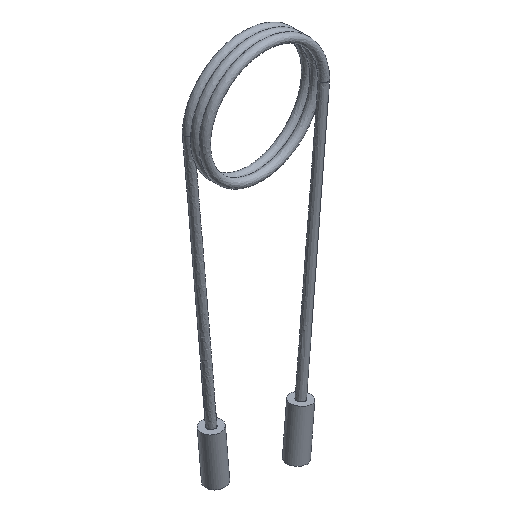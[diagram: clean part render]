
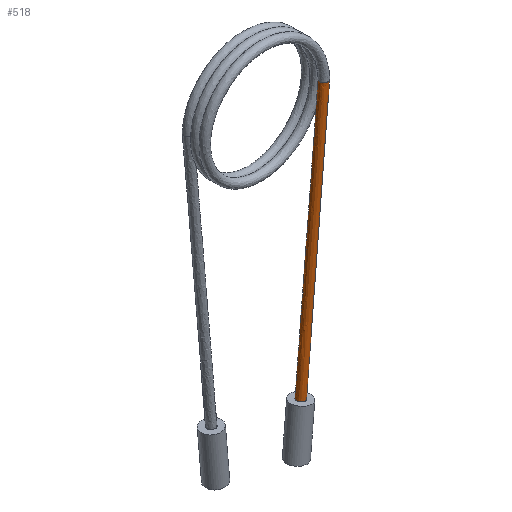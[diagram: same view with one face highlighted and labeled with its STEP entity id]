
A CAD part, isometric view. The second image highlights one B-rep face of the part: STEP entity #518.
In plain terms, the highlighted free-form (B-spline) face has degree [1, 2] with [2, 9] control points.
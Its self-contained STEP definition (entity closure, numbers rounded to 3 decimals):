
#140=CARTESIAN_POINT('',(5.974,-0.787,-56.845));
#141=VERTEX_POINT('',#140);
#142=CARTESIAN_POINT('',(5.974,0.0,-56.845));
#143=DIRECTION('',(0.087,0.0,0.996));
#144=DIRECTION('',(0.0,1.0,0.0));
#145=AXIS2_PLACEMENT_3D('',#142,#143,#144);
#146=ELLIPSE('',#145,0.787,0.784);
#147=EDGE_CURVE('',#141,#141,#146,.T.);
#374=CARTESIAN_POINT('',(5.962,-0.787,-56.981));
#375=CARTESIAN_POINT('',(10.953,-0.787,0.068));
#376=CARTESIAN_POINT('',(5.181,-0.787,-56.913));
#377=CARTESIAN_POINT('',(10.172,-0.787,0.137));
#378=CARTESIAN_POINT('',(5.181,0.,-56.913));
#379=CARTESIAN_POINT('',(10.172,0.,0.137));
#380=CARTESIAN_POINT('',(5.181,0.787,-56.913));
#381=CARTESIAN_POINT('',(10.172,0.787,0.137));
#382=CARTESIAN_POINT('',(5.962,0.787,-56.981));
#383=CARTESIAN_POINT('',(10.953,0.787,0.068));
#384=CARTESIAN_POINT('',(6.744,0.787,-57.049));
#385=CARTESIAN_POINT('',(11.735,0.787,0.));
#386=CARTESIAN_POINT('',(6.744,0.,-57.049));
#387=CARTESIAN_POINT('',(11.735,0.,0.));
#388=CARTESIAN_POINT('',(6.744,-0.787,-57.049));
#389=CARTESIAN_POINT('',(11.735,-0.787,0.));
#390=CARTESIAN_POINT('',(5.962,-0.787,-56.981));
#391=CARTESIAN_POINT('',(10.953,-0.787,0.068));
#399=(BOUNDED_SURFACE()B_SPLINE_SURFACE(1,2,((#374,#376,#378,#380,#382,#384,#386,#388,#390),(#375,#377,#379,#381,#383,#385,#387,#389,#391)),.UNSPECIFIED.,.F.,.T.,.U.)B_SPLINE_SURFACE_WITH_KNOTS((2,2),(3,2,2,2,3),(-72.642,0.087),(0.0,1.237,2.474,3.711,4.947),.UNSPECIFIED.)GEOMETRIC_REPRESENTATION_ITEM()RATIONAL_B_SPLINE_SURFACE(((1.0,0.707,1.0,0.707,1.0,0.707,1.0,0.707,1.0),(1.0,0.707,1.0,0.707,1.0,0.707,1.0,0.707,1.0)))REPRESENTATION_ITEM('')SURFACE());
#400=ORIENTED_EDGE('',*,*,#147,.T.);
#401=EDGE_LOOP('',(#400));
#402=FACE_OUTER_BOUND('',#401,.T.);
#403=CARTESIAN_POINT('',(10.741,-0.76,0.0));
#404=VERTEX_POINT('',#403);
#405=CARTESIAN_POINT('',(10.16,0.,0.0));
#406=VERTEX_POINT('',#405);
#407=CARTESIAN_POINT('',(10.947,0.0,0.0));
#408=DIRECTION('',(0.0,0.0,-1.0));
#409=DIRECTION('',(-1.0,0.0,0.0));
#410=AXIS2_PLACEMENT_3D('',#407,#408,#409);
#411=CIRCLE('',#410,0.787);
#412=EDGE_CURVE('',#404,#406,#411,.T.);
#413=ORIENTED_EDGE('',*,*,#412,.T.);
#414=CARTESIAN_POINT('',(11.146,0.762,0.0));
#415=VERTEX_POINT('',#414);
#416=CARTESIAN_POINT('',(10.947,0.0,0.0));
#417=DIRECTION('',(0.0,0.0,-1.0));
#418=DIRECTION('',(-1.0,0.0,0.0));
#419=AXIS2_PLACEMENT_3D('',#416,#417,#418);
#420=CIRCLE('',#419,0.787);
#421=EDGE_CURVE('',#406,#415,#420,.T.);
#422=ORIENTED_EDGE('',*,*,#421,.T.);
#423=CARTESIAN_POINT('',(11.735,0.,0.0));
#424=VERTEX_POINT('',#423);
#425=CARTESIAN_POINT('',(10.947,0.0,0.0));
#426=DIRECTION('',(0.0,0.0,-1.0));
#427=DIRECTION('',(-1.0,0.0,0.0));
#428=AXIS2_PLACEMENT_3D('',#425,#426,#427);
#429=CIRCLE('',#428,0.787);
#430=EDGE_CURVE('',#415,#424,#429,.T.);
#431=ORIENTED_EDGE('',*,*,#430,.T.);
#432=CARTESIAN_POINT('',(10.947,0.0,0.0));
#433=DIRECTION('',(0.0,0.0,-1.0));
#434=DIRECTION('',(-1.0,0.0,0.0));
#435=AXIS2_PLACEMENT_3D('',#432,#433,#434);
#436=CIRCLE('',#435,0.787);
#437=EDGE_CURVE('',#424,#404,#436,.T.);
#438=ORIENTED_EDGE('',*,*,#437,.T.);
#439=EDGE_LOOP('',(#413,#422,#431,#438));
#440=FACE_BOUND('',#439,.T.);
#441=CARTESIAN_POINT('',(10.388,0.738,-3.251));
#442=VERTEX_POINT('',#441);
#443=CARTESIAN_POINT('',(10.388,0.738,-3.251));
#444=CARTESIAN_POINT('',(10.394,0.739,-3.22));
#445=CARTESIAN_POINT('',(10.399,0.74,-3.19));
#446=CARTESIAN_POINT('',(10.441,0.748,-2.961));
#447=CARTESIAN_POINT('',(10.481,0.755,-2.76));
#448=CARTESIAN_POINT('',(10.535,0.763,-2.488));
#449=CARTESIAN_POINT('',(10.55,0.765,-2.416));
#450=CARTESIAN_POINT('',(10.573,0.768,-2.302));
#451=CARTESIAN_POINT('',(10.582,0.769,-2.259));
#452=CARTESIAN_POINT('',(10.599,0.771,-2.177));
#453=CARTESIAN_POINT('',(10.607,0.772,-2.139));
#454=CARTESIAN_POINT('',(10.624,0.774,-2.055));
#455=CARTESIAN_POINT('',(10.634,0.775,-2.008));
#456=CARTESIAN_POINT('',(10.66,0.778,-1.879));
#457=CARTESIAN_POINT('',(10.678,0.779,-1.795));
#458=CARTESIAN_POINT('',(10.744,0.784,-1.485));
#459=CARTESIAN_POINT('',(10.781,0.786,-1.32));
#460=CARTESIAN_POINT('',(10.822,0.787,-1.187));
#461=CARTESIAN_POINT('',(10.834,0.787,-1.15));
#462=CARTESIAN_POINT('',(10.85,0.787,-1.12));
#463=CARTESIAN_POINT('',(10.854,0.787,-1.114));
#464=CARTESIAN_POINT('',(10.86,0.787,-1.107));
#465=CARTESIAN_POINT('',(10.862,0.787,-1.105));
#466=CARTESIAN_POINT('',(10.866,0.787,-1.103));
#467=CARTESIAN_POINT('',(10.867,0.787,-1.102));
#468=CARTESIAN_POINT('',(10.87,0.787,-1.102));
#469=CARTESIAN_POINT('',(10.871,0.787,-1.102));
#470=CARTESIAN_POINT('',(10.873,0.787,-1.102));
#471=CARTESIAN_POINT('',(10.875,0.787,-1.103));
#472=CARTESIAN_POINT('',(10.878,0.787,-1.105));
#473=CARTESIAN_POINT('',(10.879,0.787,-1.107));
#474=CARTESIAN_POINT('',(10.885,0.787,-1.114));
#475=CARTESIAN_POINT('',(10.888,0.786,-1.122));
#476=CARTESIAN_POINT('',(10.897,0.786,-1.15));
#477=CARTESIAN_POINT('',(10.9,0.785,-1.174));
#478=CARTESIAN_POINT('',(10.921,0.783,-1.338));
#479=CARTESIAN_POINT('',(10.921,0.779,-1.634));
#480=CARTESIAN_POINT('',(10.866,0.776,-2.482));
#481=CARTESIAN_POINT('',(10.791,0.783,-3.039));
#482=CARTESIAN_POINT('',(10.644,0.787,-3.63));
#483=CARTESIAN_POINT('',(10.611,0.788,-3.748));
#484=CARTESIAN_POINT('',(10.566,0.786,-3.883));
#485=CARTESIAN_POINT('',(10.558,0.786,-3.906));
#486=CARTESIAN_POINT('',(10.545,0.785,-3.943));
#487=CARTESIAN_POINT('',(10.54,0.785,-3.955));
#488=CARTESIAN_POINT('',(10.531,0.784,-3.979));
#489=CARTESIAN_POINT('',(10.527,0.784,-3.99));
#490=CARTESIAN_POINT('',(10.518,0.784,-4.014));
#491=CARTESIAN_POINT('',(10.513,0.783,-4.026));
#492=CARTESIAN_POINT('',(10.5,0.782,-4.057));
#493=CARTESIAN_POINT('',(10.492,0.781,-4.075));
#494=CARTESIAN_POINT('',(10.465,0.778,-4.137));
#495=CARTESIAN_POINT('',(10.429,0.774,-4.209));
#496=CARTESIAN_POINT('',(10.384,0.764,-4.264));
#497=CARTESIAN_POINT('',(10.373,0.762,-4.276));
#498=CARTESIAN_POINT('',(10.357,0.757,-4.287));
#499=CARTESIAN_POINT('',(10.351,0.756,-4.289));
#500=CARTESIAN_POINT('',(10.342,0.753,-4.292));
#501=CARTESIAN_POINT('',(10.338,0.752,-4.292));
#502=CARTESIAN_POINT('',(10.33,0.749,-4.291));
#503=CARTESIAN_POINT('',(10.327,0.748,-4.29));
#504=CARTESIAN_POINT('',(10.319,0.746,-4.286));
#505=CARTESIAN_POINT('',(10.316,0.744,-4.282));
#506=CARTESIAN_POINT('',(10.308,0.741,-4.272));
#507=CARTESIAN_POINT('',(10.304,0.74,-4.264));
#508=CARTESIAN_POINT('',(10.288,0.732,-4.222));
#509=CARTESIAN_POINT('',(10.285,0.729,-4.171));
#510=CARTESIAN_POINT('',(10.277,0.717,-3.918));
#511=CARTESIAN_POINT('',(10.335,0.728,-3.551));
#512=CARTESIAN_POINT('',(10.388,0.738,-3.251));
#513=B_SPLINE_CURVE_WITH_KNOTS('',3,(#443,#444,#445,#446,#447,#448,#449,#450,#451,#452,#453,#454,#455,#456,#457,#458,#459,#460,#461,#462,#463,#464,#465,#466,#467,#468,#469,#470,#471,#472,#473,#474,#475,#476,#477,#478,#479,#480,#481,#482,#483,#484,#485,#486,#487,#488,#489,#490,#491,#492,#493,#494,#495,#496,#497,#498,#499,#500,#501,#502,#503,#504,#505,#506,#507,#508,#509,#510,#511,#512),.UNSPECIFIED.,.T.,.U.,(4,2,2,2,2,2,2,2,2,2,2,2,2,2,2,2,2,2,2,2,2,2,2,2,2,2,2,2,2,2,2,2,2,2,4),(-0.855,-0.845,-0.785,-0.763,-0.749,-0.737,-0.721,-0.693,-0.61,-0.584,-0.576,-0.573,-0.571,-0.569,-0.567,-0.564,-0.555,-0.537,-0.413,-0.228,-0.182,-0.172,-0.167,-0.162,-0.156,-0.147,-0.125,-0.12,-0.117,-0.116,-0.114,-0.112,-0.108,-0.091,0.0),.UNSPECIFIED.);
#514=EDGE_CURVE('',#442,#442,#513,.T.);
#515=ORIENTED_EDGE('',*,*,#514,.F.);
#516=EDGE_LOOP('',(#515));
#517=FACE_BOUND('',#516,.T.);
#518=ADVANCED_FACE('',(#402,#440,#517),#399,.T.);
